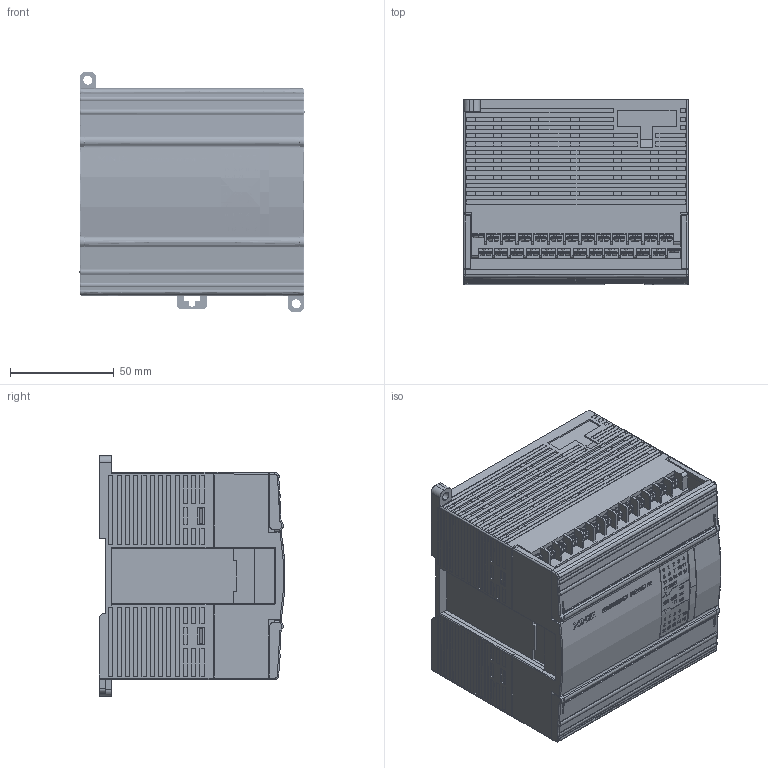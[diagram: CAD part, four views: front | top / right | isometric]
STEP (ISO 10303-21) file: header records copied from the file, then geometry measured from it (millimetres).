
FILE_DESCRIPTION(/* description */ (''),/* implementation_level */ '2;1');
FILE_NAME(/* name */ 'XD3-32~1',/* time_stamp */ '2022-09-07T10:39:58+08:00',/* author */ (''),/* organization */ (''),/* preprocessor_version */ 'ST-DEVELOPER v16.5',/* originating_system */ '',/* authorisation */ '');
FILE_SCHEMA (('CONFIG_CONTROL_DESIGN'));
Length unit declared in the file: millimetre
Products named in the file (1): Document
Bounding box: 108.65 x 89.68 x 116 mm (x, y, z)
Volume: 881404.6 mm3; surface area: 97605.5 mm2
Topology: 1 solids, 99 shells, 4579 faces, 13102 edges, 8892 vertices
Faces by surface type: plane 3017, cylinder 1134, bspline 428
Entity records: 181984 total; most frequent: CARTESIAN_POINT 95556, ORIENTED_EDGE 25400, EDGE_CURVE 13101, B_SPLINE_CURVE_WITH_KNOTS 11442, VERTEX_POINT 8890, EDGE_LOOP 5084, ADVANCED_FACE 4579, FACE_OUTER_BOUND 4579
